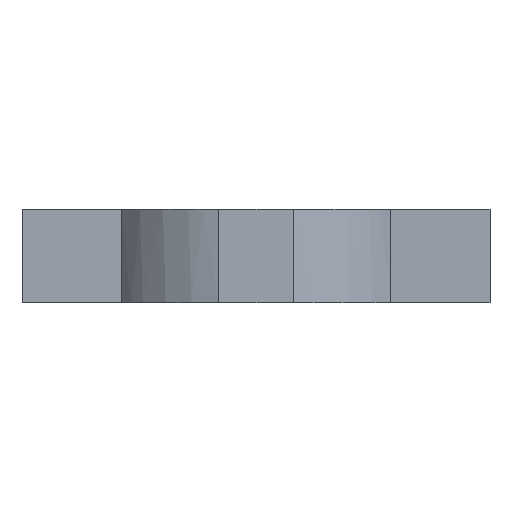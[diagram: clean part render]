
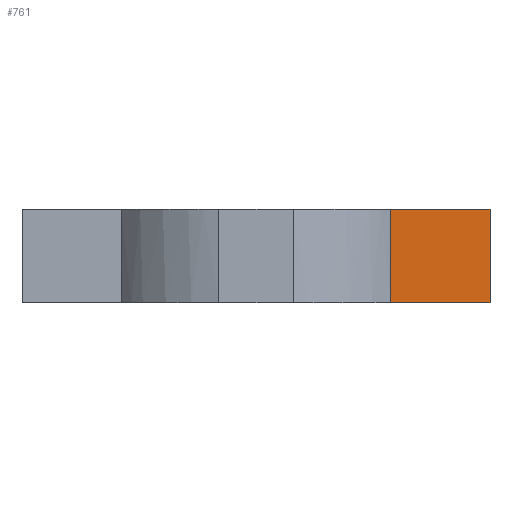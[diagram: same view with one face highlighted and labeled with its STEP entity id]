
A CAD part, front view. The second image highlights one B-rep face of the part: STEP entity #761.
In plain terms, the highlighted free-form (B-spline) face has degree [1, 1] with [2, 2] control points.
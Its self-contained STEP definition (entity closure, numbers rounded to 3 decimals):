
#224=CARTESIAN_POINT('V17',(36.,-30.,
   0.0));
#225=VERTEX_POINT('V17',#224);
#239=CARTESIAN_POINT('V15',(62.5,-30.,
   0.0));
#240=VERTEX_POINT('V15',#239);
#241=CARTESIAN_POINT('E8',(62.5,-30.,
   0.0));
#242=CARTESIAN_POINT('E8',(36.,-30.,
   0.0));
#243=QUASI_UNIFORM_CURVE('E8',1,(#241,#242),.POLYLINE_FORM.,.F.,.U.
   );
#244=EDGE_CURVE('E8',#240,#225,#243,.T.);
#451=CARTESIAN_POINT('V16',(62.5,-30.,
   25.0));
#452=VERTEX_POINT('V16',#451);
#458=CARTESIAN_POINT('V18',(36.,-30.,
   25.0));
#459=VERTEX_POINT('V18',#458);
#460=CARTESIAN_POINT('E29',(36.,-30.,
   25.0));
#461=CARTESIAN_POINT('E29',(62.5,-30.,
   25.0));
#462=QUASI_UNIFORM_CURVE('E29',1,(#460,#461),.POLYLINE_FORM.,.F.,.U.
   );
#463=EDGE_CURVE('E29',#459,#452,#462,.T.);
#736=CARTESIAN_POINT('E44',(62.5,-30.,
   25.0));
#737=CARTESIAN_POINT('E44',(62.5,-30.,
   0.0));
#738=QUASI_UNIFORM_CURVE('E44',1,(#736,#737),.POLYLINE_FORM.,.F.,.U.
   );
#739=EDGE_CURVE('E44',#452,#240,#738,.T.);
#746=CARTESIAN_POINT('F10',(36.,-30.,
   0.0));
#747=CARTESIAN_POINT('F10',(62.5,-30.,
   0.0));
#748=CARTESIAN_POINT('F10',(36.,-30.,
   25.0));
#749=CARTESIAN_POINT('F10',(62.5,-30.,
   25.0));
#750=QUASI_UNIFORM_SURFACE('F10',1,1,((#746,#748),(#747,#749)),
   .PLANE_SURF.,.F.,.F.,.U.);
#751=ORIENTED_EDGE('E8',*,*,#244,.T.);
#752=CARTESIAN_POINT('E45',(36.,-30.,
   25.0));
#753=CARTESIAN_POINT('E45',(36.,-30.,
   0.0));
#754=QUASI_UNIFORM_CURVE('E45',1,(#752,#753),.POLYLINE_FORM.,.F.,.U.
   );
#755=EDGE_CURVE('E45',#459,#225,#754,.T.);
#756=ORIENTED_EDGE('E45',*,*,#755,.F.);
#757=ORIENTED_EDGE('E29',*,*,#463,.T.);
#758=ORIENTED_EDGE('E44',*,*,#739,.T.);
#759=EDGE_LOOP('F10',(#751,#756,#757,#758));
#760=FACE_OUTER_BOUND('F10',#759,.F.);
#761=ADVANCED_FACE('F10',(#760),#750,.T.);
